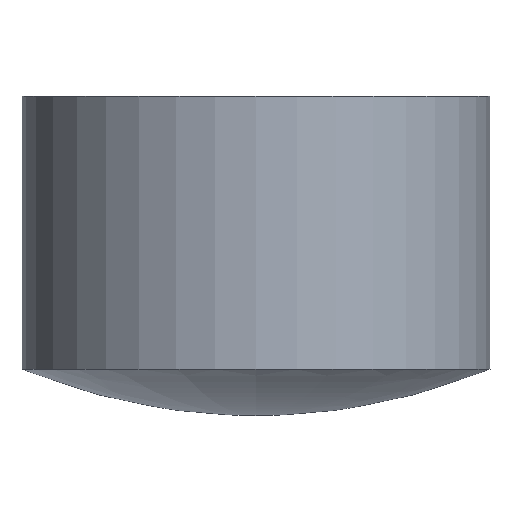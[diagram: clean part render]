
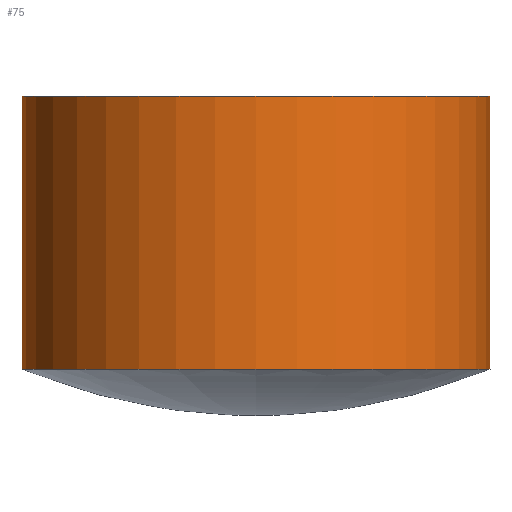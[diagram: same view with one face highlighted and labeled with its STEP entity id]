
A CAD part, front view. The second image highlights one B-rep face of the part: STEP entity #75.
In plain terms, the highlighted cylindrical face has radius 3 mm (diameter 6 mm), a full revolution.
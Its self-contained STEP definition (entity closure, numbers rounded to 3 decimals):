
#15=LINE('',#304,#16);
#16=VECTOR('',#117,3.);
#17=CYLINDRICAL_SURFACE('',#102,3.);
#22=FACE_OUTER_BOUND('',#27,.T.);
#27=EDGE_LOOP('',(#57,#58,#59,#60,#61,#62));
#30=CIRCLE('',#98,3.);
#33=CIRCLE('',#101,3.);
#34=CIRCLE('',#103,3.);
#35=CIRCLE('',#104,3.);
#36=VERTEX_POINT('',#143);
#37=VERTEX_POINT('',#144);
#40=VERTEX_POINT('',#250);
#41=VERTEX_POINT('',#276);
#42=EDGE_CURVE('',#36,#37,#30,.T.);
#47=EDGE_CURVE('',#41,#40,#33,.T.);
#48=EDGE_CURVE('',#41,#36,#15,.T.);
#49=EDGE_CURVE('',#37,#36,#34,.T.);
#50=EDGE_CURVE('',#40,#41,#35,.T.);
#57=ORIENTED_EDGE('',*,*,#47,.F.);
#58=ORIENTED_EDGE('',*,*,#48,.T.);
#59=ORIENTED_EDGE('',*,*,#42,.T.);
#60=ORIENTED_EDGE('',*,*,#49,.T.);
#61=ORIENTED_EDGE('',*,*,#48,.F.);
#62=ORIENTED_EDGE('',*,*,#50,.F.);
#75=ADVANCED_FACE('',(#22),#17,.T.);
#98=AXIS2_PLACEMENT_3D('',#145,#107,#108);
#101=AXIS2_PLACEMENT_3D('',#302,#113,#114);
#102=AXIS2_PLACEMENT_3D('',#303,#115,#116);
#103=AXIS2_PLACEMENT_3D('',#305,#118,#119);
#104=AXIS2_PLACEMENT_3D('',#306,#120,#121);
#107=DIRECTION('center_axis',(0.,0.,-1.));
#108=DIRECTION('ref_axis',(-1.,0.,0.));
#113=DIRECTION('center_axis',(0.,0.,-1.));
#114=DIRECTION('ref_axis',(-1.,0.,0.));
#115=DIRECTION('center_axis',(0.,0.,-1.));
#116=DIRECTION('ref_axis',(-1.,0.,0.));
#117=DIRECTION('',(0.,0.,1.));
#118=DIRECTION('center_axis',(0.,0.,-1.));
#119=DIRECTION('ref_axis',(-1.,0.,0.));
#120=DIRECTION('center_axis',(0.,0.,-1.));
#121=DIRECTION('ref_axis',(-1.,0.,0.));
#143=CARTESIAN_POINT('',(3.,0.,4.09));
#144=CARTESIAN_POINT('',(-3.,0.,4.09));
#145=CARTESIAN_POINT('Origin',(0.,0.,4.09));
#250=CARTESIAN_POINT('',(-3.,0.,0.593));
#276=CARTESIAN_POINT('',(3.,0.,0.593));
#302=CARTESIAN_POINT('Origin',(0.,0.,0.593));
#303=CARTESIAN_POINT('Origin',(0.,0.,-0.1));
#304=CARTESIAN_POINT('',(3.,0.,-0.1));
#305=CARTESIAN_POINT('Origin',(0.,0.,4.09));
#306=CARTESIAN_POINT('Origin',(0.,0.,0.593));
